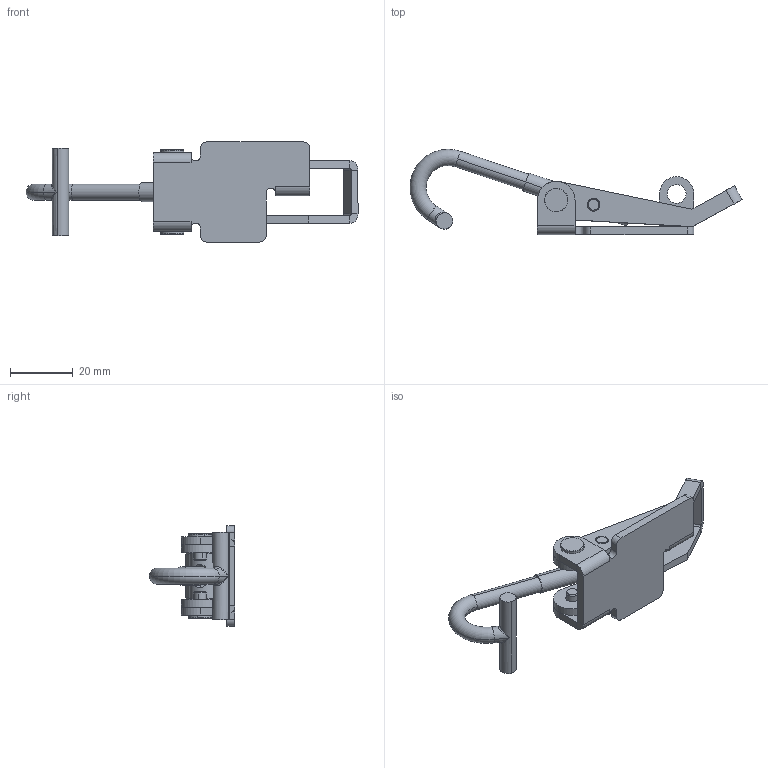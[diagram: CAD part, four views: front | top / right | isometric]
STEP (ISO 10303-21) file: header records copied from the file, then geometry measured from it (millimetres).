
FILE_DESCRIPTION (( 'STEP AP214' ), '1' );
FILE_NAME ('520401 - 702 BT LA.STEP', '2017-02-01T10:21:04', ( '' ), ( '' ), 'SwSTEP 2.0', 'SolidWorks 2015', '' );
FILE_SCHEMA (( 'AUTOMOTIVE_DESIGN' ));
Length unit declared in the file: millimetre
Products named in the file (6): 520401 - 702 BT LA; 702 - B鐱d T-skruv M6; 702 - Rulle; 702 - Ansatsnit; 702 - Bygel; 702 - Platta LA
Assembly tree (6 placements, depth 2):
  520401 - 702 BT LA
    702 - Platta LA
    702 - Bygel
    702 - Ansatsnit  x2
    702 - Rulle
    702 - B鐱d T-skruv M6
Bounding box: 106.1 x 27.27 x 32 mm (x, y, z)
Volume: 10830 mm3; surface area: 10324.2 mm2
Topology: 6 solids, 6 shells, 152 faces, 341 edges, 204 vertices
Faces by surface type: cylinder 66, plane 66, cone 12, torus 6, bspline 2
Entity records: 4383 total; most frequent: CARTESIAN_POINT 936, DIRECTION 723, ORIENTED_EDGE 622, EDGE_CURVE 311, AXIS2_PLACEMENT_3D 277, VERTEX_POINT 188, VECTOR 169, LINE 169
